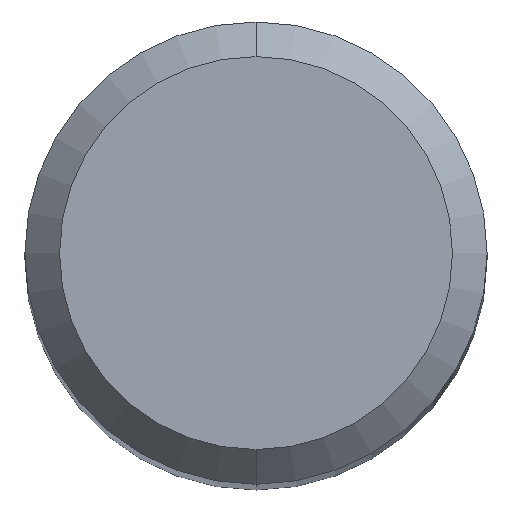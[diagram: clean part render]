
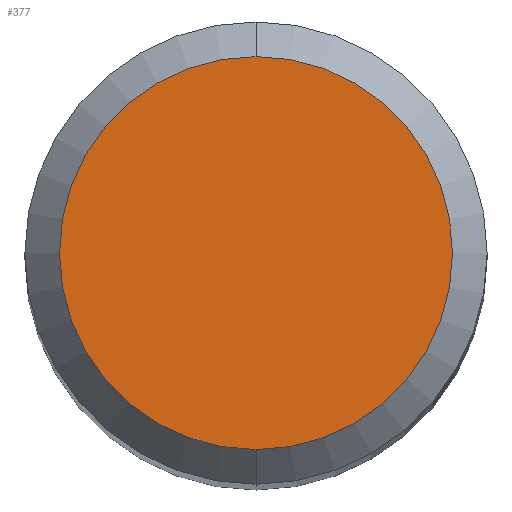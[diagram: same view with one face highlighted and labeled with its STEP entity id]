
A CAD part, top view. The second image highlights one B-rep face of the part: STEP entity #377.
In plain terms, the highlighted planar face has unit normal (0, 0, 1).
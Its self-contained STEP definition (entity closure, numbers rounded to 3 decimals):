
#193=VERTEX_POINT('',#485);
#283=EDGE_CURVE('',#193,#425,#586,.T.);
#317=EDGE_CURVE('',#425,#193,#624,.T.);
#377=ADVANCED_FACE('',(#689),#690,.T.);
#425=VERTEX_POINT('',#743);
#485=CARTESIAN_POINT('',(0.0,1.7,27.567));
#586=CIRCLE('',#1082,1.7);
#624=CIRCLE('',#1137,1.7);
#689=FACE_OUTER_BOUND('',#1261,.T.);
#690=PLANE('',#1262);
#743=CARTESIAN_POINT('',(0.,-1.7,27.567));
#1082=AXIS2_PLACEMENT_3D('',#1558,#1559,#1560);
#1137=AXIS2_PLACEMENT_3D('',#1602,#1603,#1604);
#1261=EDGE_LOOP('',(#1681,#1682));
#1262=AXIS2_PLACEMENT_3D('',#1683,#1684,#1685);
#1558=CARTESIAN_POINT('',(0.0,0.0,27.567));
#1559=DIRECTION('',(0.0,0.0,-1.0));
#1560=DIRECTION('',(0.0,1.0,0.0));
#1602=CARTESIAN_POINT('',(0.0,0.0,27.567));
#1603=DIRECTION('',(0.0,0.0,-1.0));
#1604=DIRECTION('',(0.0,1.0,0.0));
#1681=ORIENTED_EDGE('',*,*,#283,.F.);
#1682=ORIENTED_EDGE('',*,*,#317,.F.);
#1683=CARTESIAN_POINT('',(0.0,0.85,27.567));
#1684=DIRECTION('',(-0.0,0.0,1.0));
#1685=DIRECTION('',(0.0,-1.0,0.0));
